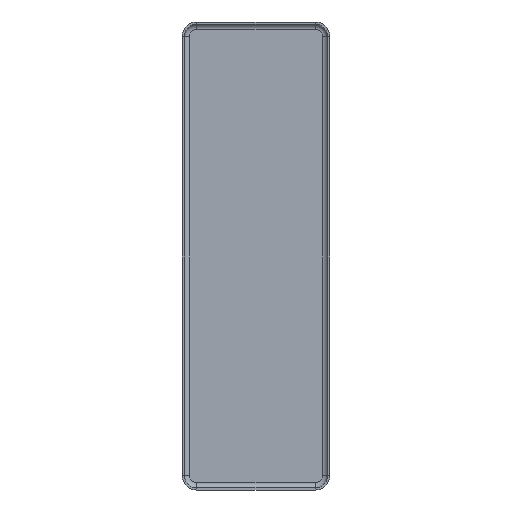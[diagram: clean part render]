
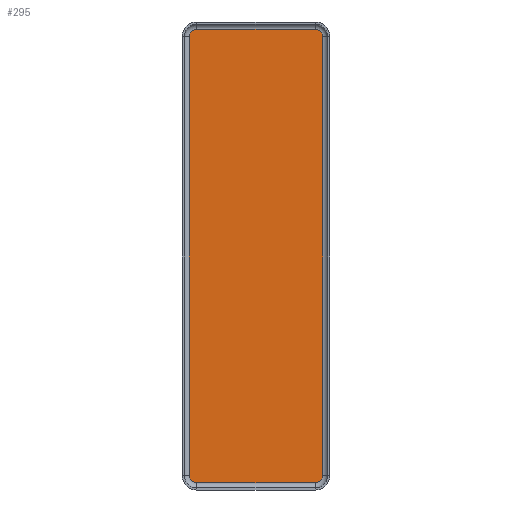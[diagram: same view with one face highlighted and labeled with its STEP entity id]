
A CAD part, front view. The second image highlights one B-rep face of the part: STEP entity #295.
In plain terms, the highlighted planar face has unit normal (0, -1, 0).
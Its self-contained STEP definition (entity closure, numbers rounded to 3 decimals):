
#21 = VECTOR ( 'NONE', #1071, 1000. ) ;
#34 = EDGE_CURVE ( 'NONE', #613, #570, #160, .T. ) ;
#41 = DIRECTION ( 'NONE',  ( 0., -1., 0. ) ) ;
#57 = VERTEX_POINT ( 'NONE', #357 ) ;
#59 = CIRCLE ( 'NONE', #1006, 1. ) ;
#81 = FACE_OUTER_BOUND ( 'NONE', #983, .T. ) ;
#86 = CARTESIAN_POINT ( 'NONE',  ( 8.15, -0.3, 31.15 ) ) ;
#88 = DIRECTION ( 'NONE',  ( 0., -1., 0. ) ) ;
#112 = EDGE_CURVE ( 'NONE', #995, #1038, #59, .T. ) ;
#116 = CARTESIAN_POINT ( 'NONE',  ( 9.15, -0.3, -30.15 ) ) ;
#124 = CIRCLE ( 'NONE', #545, 1. ) ;
#160 = LINE ( 'NONE', #86, #21 ) ;
#181 = DIRECTION ( 'NONE',  ( 0., 0., -1. ) ) ;
#233 = ORIENTED_EDGE ( 'NONE', *, *, #330, .T. ) ;
#247 = EDGE_CURVE ( 'NONE', #1038, #57, #530, .T. ) ;
#259 = ORIENTED_EDGE ( 'NONE', *, *, #446, .T. ) ;
#295 = ADVANCED_FACE ( 'NONE', ( #81 ), #1072, .T. ) ;
#310 = ORIENTED_EDGE ( 'NONE', *, *, #112, .T. ) ;
#315 = LINE ( 'NONE', #879, #599 ) ;
#330 = EDGE_CURVE ( 'NONE', #387, #1046, #974, .T. ) ;
#331 = ORIENTED_EDGE ( 'NONE', *, *, #1121, .T. ) ;
#340 = EDGE_CURVE ( 'NONE', #1046, #1126, #124, .T. ) ;
#357 = CARTESIAN_POINT ( 'NONE',  ( 9.15, -0.3, 30.15 ) ) ;
#359 = DIRECTION ( 'NONE',  ( 0., 0., -1. ) ) ;
#387 = VERTEX_POINT ( 'NONE', #994 ) ;
#401 = ORIENTED_EDGE ( 'NONE', *, *, #340, .T. ) ;
#417 = DIRECTION ( 'NONE',  ( 0., 0., -1. ) ) ;
#434 = CARTESIAN_POINT ( 'NONE',  ( -8.15, -0.3, -30.15 ) ) ;
#445 = DIRECTION ( 'NONE',  ( 0., -1., 0. ) ) ;
#446 = EDGE_CURVE ( 'NONE', #570, #387, #1096, .T. ) ;
#498 = CARTESIAN_POINT ( 'NONE',  ( 8.15, -0.3, -31.15 ) ) ;
#502 = AXIS2_PLACEMENT_3D ( 'NONE', #1177, #993, #181 ) ;
#522 = DIRECTION ( 'NONE',  ( 0., 0., -1. ) ) ;
#530 = LINE ( 'NONE', #796, #642 ) ;
#540 = CARTESIAN_POINT ( 'NONE',  ( -9.15, -0.3, 30.15 ) ) ;
#545 = AXIS2_PLACEMENT_3D ( 'NONE', #434, #88, #820 ) ;
#548 = CARTESIAN_POINT ( 'NONE',  ( 8.15, -0.3, -30.15 ) ) ;
#570 = VERTEX_POINT ( 'NONE', #1048 ) ;
#575 = CARTESIAN_POINT ( 'NONE',  ( -9.15, -0.3, -30.15 ) ) ;
#582 = AXIS2_PLACEMENT_3D ( 'NONE', #641, #635, #912 ) ;
#599 = VECTOR ( 'NONE', #872, 1000. ) ;
#613 = VERTEX_POINT ( 'NONE', #940 ) ;
#635 = DIRECTION ( 'NONE',  ( 0., -1., 0. ) ) ;
#641 = CARTESIAN_POINT ( 'NONE',  ( -8.15, -0.3, 30.15 ) ) ;
#642 = VECTOR ( 'NONE', #895, 1000. ) ;
#680 = CARTESIAN_POINT ( 'NONE',  ( 8.15, -0.3, -30.15 ) ) ;
#686 = ORIENTED_EDGE ( 'NONE', *, *, #247, .T. ) ;
#689 = CARTESIAN_POINT ( 'NONE',  ( -8.15, -0.3, -31.15 ) ) ;
#767 = ORIENTED_EDGE ( 'NONE', *, *, #34, .T. ) ;
#796 = CARTESIAN_POINT ( 'NONE',  ( 9.15, -0.3, -30.15 ) ) ;
#820 = DIRECTION ( 'NONE',  ( 0., 0., -1. ) ) ;
#872 = DIRECTION ( 'NONE',  ( 1., 0., 0. ) ) ;
#879 = CARTESIAN_POINT ( 'NONE',  ( -8.15, -0.3, -31.15 ) ) ;
#895 = DIRECTION ( 'NONE',  ( 0., 0., 1. ) ) ;
#912 = DIRECTION ( 'NONE',  ( 0., 0., -1. ) ) ;
#940 = CARTESIAN_POINT ( 'NONE',  ( 8.15, -0.3, 31.15 ) ) ;
#942 = VECTOR ( 'NONE', #522, 1000. ) ;
#948 = EDGE_CURVE ( 'NONE', #57, #613, #1173, .T. ) ;
#974 = LINE ( 'NONE', #540, #942 ) ;
#983 = EDGE_LOOP ( 'NONE', ( #686, #1030, #767, #259, #233, #401, #331, #310 ) ) ;
#993 = DIRECTION ( 'NONE',  ( 0., -1., 0. ) ) ;
#994 = CARTESIAN_POINT ( 'NONE',  ( -9.15, -0.3, 30.15 ) ) ;
#995 = VERTEX_POINT ( 'NONE', #498 ) ;
#1001 = AXIS2_PLACEMENT_3D ( 'NONE', #548, #445, #359 ) ;
#1006 = AXIS2_PLACEMENT_3D ( 'NONE', #680, #41, #417 ) ;
#1030 = ORIENTED_EDGE ( 'NONE', *, *, #948, .T. ) ;
#1038 = VERTEX_POINT ( 'NONE', #116 ) ;
#1046 = VERTEX_POINT ( 'NONE', #575 ) ;
#1048 = CARTESIAN_POINT ( 'NONE',  ( -8.15, -0.3, 31.15 ) ) ;
#1071 = DIRECTION ( 'NONE',  ( -1., 0., 0. ) ) ;
#1072 = PLANE ( 'NONE',  #1001 ) ;
#1096 = CIRCLE ( 'NONE', #582, 1. ) ;
#1121 = EDGE_CURVE ( 'NONE', #1126, #995, #315, .T. ) ;
#1126 = VERTEX_POINT ( 'NONE', #689 ) ;
#1173 = CIRCLE ( 'NONE', #502, 1. ) ;
#1177 = CARTESIAN_POINT ( 'NONE',  ( 8.15, -0.3, 30.15 ) ) ;
